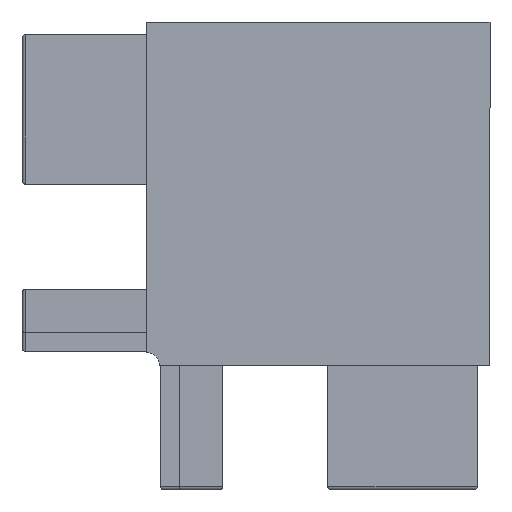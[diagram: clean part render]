
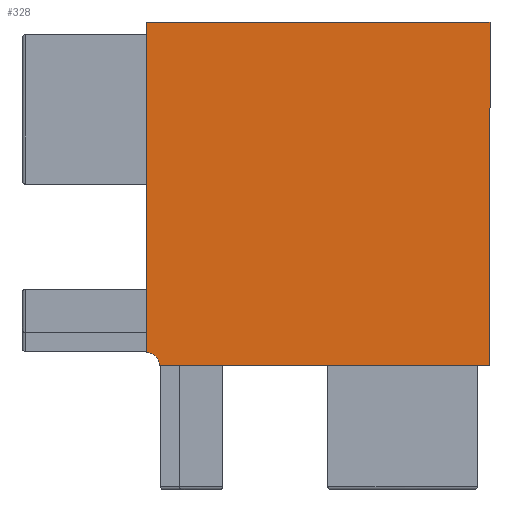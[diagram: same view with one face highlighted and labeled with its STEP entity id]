
A CAD part, front view. The second image highlights one B-rep face of the part: STEP entity #328.
In plain terms, the highlighted planar face has unit normal (0, -1, 0).
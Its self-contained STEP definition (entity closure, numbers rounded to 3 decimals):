
#11 = CARTESIAN_POINT ( 'NONE',  ( 27.5, -29., 27.5 ) ) ;
#28 = EDGE_CURVE ( 'NONE', #1371, #53, #1464, .T. ) ;
#32 = CARTESIAN_POINT ( 'NONE',  ( 0., -29., 0. ) ) ;
#53 = VERTEX_POINT ( 'NONE', #1148 ) ;
#88 = CARTESIAN_POINT ( 'NONE',  ( 0., -29., 0. ) ) ;
#128 = EDGE_CURVE ( 'NONE', #1919, #53, #133, .T. ) ;
#133 = CIRCLE ( 'NONE', #1225, 1. ) ;
#227 = DIRECTION ( 'NONE',  ( 0., 0., 1. ) ) ;
#328 = ADVANCED_FACE ( 'NONE', ( #339 ), #1596, .F. ) ;
#339 = FACE_OUTER_BOUND ( 'NONE', #937, .T. ) ;
#422 = VECTOR ( 'NONE', #1295, 1000. ) ;
#576 = DIRECTION ( 'NONE',  ( 0., 1., 0. ) ) ;
#726 = CARTESIAN_POINT ( 'NONE',  ( 0., -29., 0. ) ) ;
#748 = ORIENTED_EDGE ( 'NONE', *, *, #128, .T. ) ;
#764 = ORIENTED_EDGE ( 'NONE', *, *, #28, .F. ) ;
#778 = CARTESIAN_POINT ( 'NONE',  ( 0., -29., 0. ) ) ;
#883 = ORIENTED_EDGE ( 'NONE', *, *, #1647, .F. ) ;
#911 = VECTOR ( 'NONE', #1743, 1000. ) ;
#937 = EDGE_LOOP ( 'NONE', ( #883, #748, #764, #1274, #1902 ) ) ;
#1023 = CARTESIAN_POINT ( 'NONE',  ( 27.5, -29., 0. ) ) ;
#1068 = DIRECTION ( 'NONE',  ( 1., 0., 0. ) ) ;
#1137 = DIRECTION ( 'NONE',  ( 0., 1., 0. ) ) ;
#1148 = CARTESIAN_POINT ( 'NONE',  ( 1., -29., 0. ) ) ;
#1197 = EDGE_CURVE ( 'NONE', #1656, #1371, #1634, .T. ) ;
#1225 = AXIS2_PLACEMENT_3D ( 'NONE', #726, #576, #1543 ) ;
#1243 = VERTEX_POINT ( 'NONE', #1663 ) ;
#1274 = ORIENTED_EDGE ( 'NONE', *, *, #1197, .F. ) ;
#1277 = VECTOR ( 'NONE', #1402, 1000. ) ;
#1295 = DIRECTION ( 'NONE',  ( -1., 0., 0. ) ) ;
#1332 = VECTOR ( 'NONE', #1068, 1000. ) ;
#1371 = VERTEX_POINT ( 'NONE', #1433 ) ;
#1402 = DIRECTION ( 'NONE',  ( 0., 0., 1. ) ) ;
#1433 = CARTESIAN_POINT ( 'NONE',  ( 27.5, -29., 0. ) ) ;
#1464 = LINE ( 'NONE', #88, #422 ) ;
#1467 = AXIS2_PLACEMENT_3D ( 'NONE', #32, #1137, #227 ) ;
#1512 = LINE ( 'NONE', #1976, #1332 ) ;
#1531 = CARTESIAN_POINT ( 'NONE',  ( 0., -29., 1. ) ) ;
#1543 = DIRECTION ( 'NONE',  ( 0., 0., 1. ) ) ;
#1596 = PLANE ( 'NONE',  #1467 ) ;
#1634 = LINE ( 'NONE', #1023, #911 ) ;
#1647 = EDGE_CURVE ( 'NONE', #1919, #1243, #1686, .T. ) ;
#1656 = VERTEX_POINT ( 'NONE', #11 ) ;
#1663 = CARTESIAN_POINT ( 'NONE',  ( 0., -29., 27.5 ) ) ;
#1686 = LINE ( 'NONE', #778, #1277 ) ;
#1743 = DIRECTION ( 'NONE',  ( 0., 0., -1. ) ) ;
#1902 = ORIENTED_EDGE ( 'NONE', *, *, #1964, .F. ) ;
#1919 = VERTEX_POINT ( 'NONE', #1531 ) ;
#1964 = EDGE_CURVE ( 'NONE', #1243, #1656, #1512, .T. ) ;
#1976 = CARTESIAN_POINT ( 'NONE',  ( 0., -29., 27.5 ) ) ;
